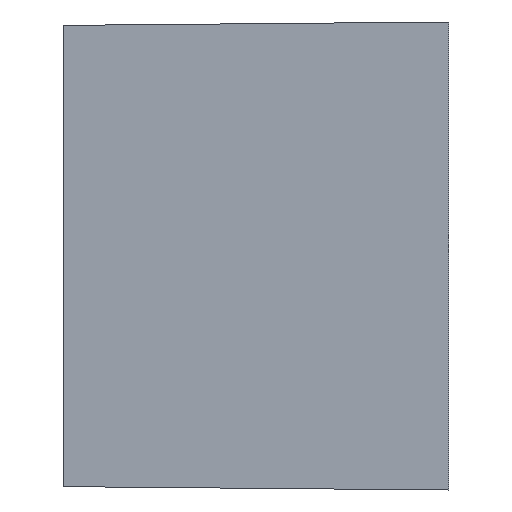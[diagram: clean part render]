
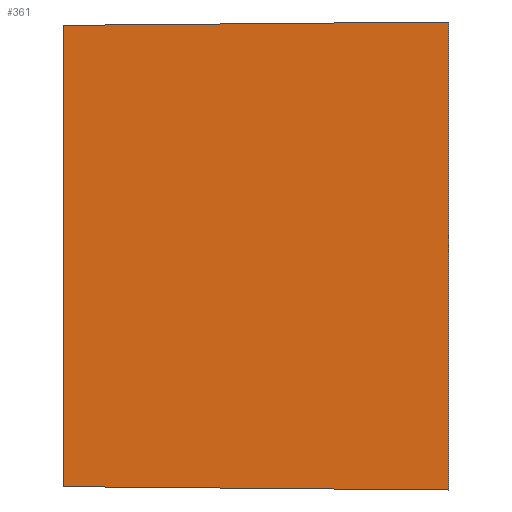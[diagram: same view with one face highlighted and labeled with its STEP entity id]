
A CAD part, left-side view. The second image highlights one B-rep face of the part: STEP entity #361.
In plain terms, the highlighted planar face has unit normal (-1, 0.009, 0).
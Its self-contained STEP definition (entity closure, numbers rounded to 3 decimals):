
#4 = CARTESIAN_POINT ( 'NONE',  ( -11.2, 5.85, 7. ) ) ;
#20 = LINE ( 'NONE', #248, #282 ) ;
#38 = VERTEX_POINT ( 'NONE', #378 ) ;
#41 = ORIENTED_EDGE ( 'NONE', *, *, #177, .F. ) ;
#65 = CARTESIAN_POINT ( 'NONE',  ( -11.302, -5.85, 7.102 ) ) ;
#67 = ORIENTED_EDGE ( 'NONE', *, *, #349, .T. ) ;
#98 = DIRECTION ( 'NONE',  ( -0.009, -1., 0. ) ) ;
#99 = DIRECTION ( 'NONE',  ( -1., 0.009, 0. ) ) ;
#102 = FACE_OUTER_BOUND ( 'NONE', #626, .T. ) ;
#123 = CARTESIAN_POINT ( 'NONE',  ( -11.2, 5.85, 7. ) ) ;
#126 = VERTEX_POINT ( 'NONE', #4 ) ;
#128 = CARTESIAN_POINT ( 'NONE',  ( -11.2, 5.85, 7. ) ) ;
#131 = PLANE ( 'NONE',  #134 ) ;
#134 = AXIS2_PLACEMENT_3D ( 'NONE', #128, #99, #98 ) ;
#135 = VECTOR ( 'NONE', #222, 1000. ) ;
#160 = ORIENTED_EDGE ( 'NONE', *, *, #515, .T. ) ;
#177 = EDGE_CURVE ( 'NONE', #421, #38, #334, .T. ) ;
#182 = DIRECTION ( 'NONE',  ( 0., 0., -1. ) ) ;
#222 = DIRECTION ( 'NONE',  ( 0.009, 1., -0.009 ) ) ;
#237 = CARTESIAN_POINT ( 'NONE',  ( -11.302, -5.85, -7.102 ) ) ;
#248 = CARTESIAN_POINT ( 'NONE',  ( -11.302, -5.85, 7. ) ) ;
#282 = VECTOR ( 'NONE', #587, 1000. ) ;
#334 = LINE ( 'NONE', #351, #402 ) ;
#349 = EDGE_CURVE ( 'NONE', #421, #486, #20, .T. ) ;
#351 = CARTESIAN_POINT ( 'NONE',  ( -11.302, -5.85, -7.102 ) ) ;
#361 = ADVANCED_FACE ( 'NONE', ( #102 ), #131, .T. ) ;
#372 = DIRECTION ( 'NONE',  ( 0.009, 1., 0.009 ) ) ;
#378 = CARTESIAN_POINT ( 'NONE',  ( -11.2, 5.85, -7. ) ) ;
#402 = VECTOR ( 'NONE', #372, 1000. ) ;
#421 = VERTEX_POINT ( 'NONE', #237 ) ;
#486 = VERTEX_POINT ( 'NONE', #614 ) ;
#497 = ORIENTED_EDGE ( 'NONE', *, *, #534, .T. ) ;
#515 = EDGE_CURVE ( 'NONE', #486, #126, #605, .T. ) ;
#534 = EDGE_CURVE ( 'NONE', #126, #38, #638, .T. ) ;
#587 = DIRECTION ( 'NONE',  ( 0., 0., 1. ) ) ;
#605 = LINE ( 'NONE', #65, #135 ) ;
#614 = CARTESIAN_POINT ( 'NONE',  ( -11.302, -5.85, 7.102 ) ) ;
#626 = EDGE_LOOP ( 'NONE', ( #160, #497, #41, #67 ) ) ;
#627 = VECTOR ( 'NONE', #182, 1000. ) ;
#638 = LINE ( 'NONE', #123, #627 ) ;
